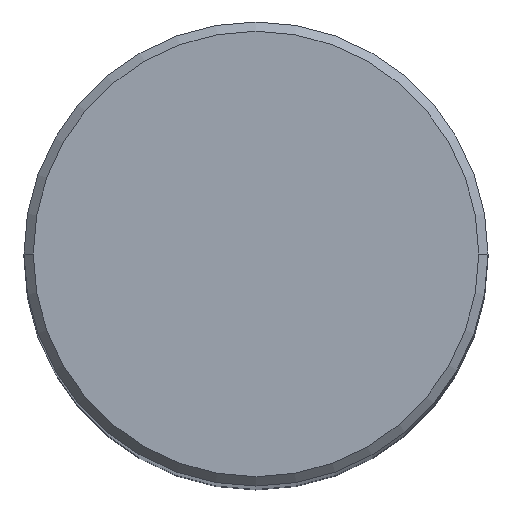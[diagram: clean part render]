
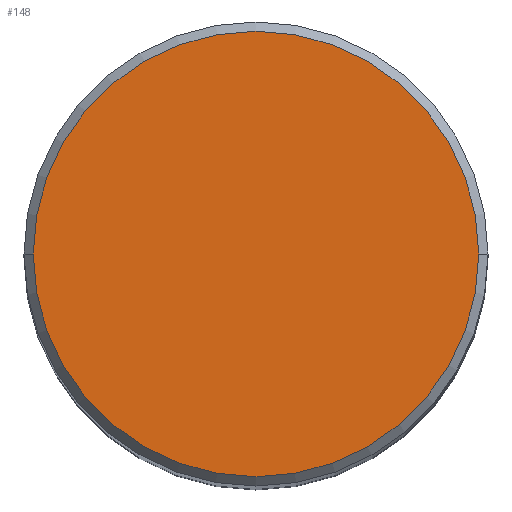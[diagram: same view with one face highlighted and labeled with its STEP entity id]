
A CAD part, top view. The second image highlights one B-rep face of the part: STEP entity #148.
In plain terms, the highlighted planar face has unit normal (0, 0, 1).
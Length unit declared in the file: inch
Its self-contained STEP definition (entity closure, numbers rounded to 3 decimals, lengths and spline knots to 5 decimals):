
#48 = DIRECTION ( 'NONE',  ( -1., 0., 0. ) ) ;
#64 = DIRECTION ( 'NONE',  ( 1., 0., 0. ) ) ;
#82 = EDGE_CURVE ( 'NONE', #134, #218, #295, .T. ) ;
#96 = ORIENTED_EDGE ( 'NONE', *, *, #114, .T. ) ;
#114 = EDGE_CURVE ( 'NONE', #218, #134, #222, .T. ) ;
#134 = VERTEX_POINT ( 'NONE', #387 ) ;
#148 = ADVANCED_FACE ( 'NONE', ( #358 ), #250, .F. ) ;
#163 = CARTESIAN_POINT ( 'NONE',  ( 0.48, 0., 0. ) ) ;
#218 = VERTEX_POINT ( 'NONE', #163 ) ;
#222 = CIRCLE ( 'NONE', #331, 0.48 ) ;
#239 = CARTESIAN_POINT ( 'NONE',  ( 0., 0., 0. ) ) ;
#240 = ORIENTED_EDGE ( 'NONE', *, *, #82, .T. ) ;
#244 = DIRECTION ( 'NONE',  ( 0., 0., -1. ) ) ;
#250 = PLANE ( 'NONE',  #339 ) ;
#289 = CARTESIAN_POINT ( 'NONE',  ( 0., 0.48, 0. ) ) ;
#295 = CIRCLE ( 'NONE', #427, 0.48 ) ;
#318 = DIRECTION ( 'NONE',  ( 1., 0., 0. ) ) ;
#331 = AXIS2_PLACEMENT_3D ( 'NONE', #239, #430, #318 ) ;
#339 = AXIS2_PLACEMENT_3D ( 'NONE', #289, #244, #48 ) ;
#358 = FACE_OUTER_BOUND ( 'NONE', #492, .T. ) ;
#362 = CARTESIAN_POINT ( 'NONE',  ( 0., 0., 0. ) ) ;
#383 = DIRECTION ( 'NONE',  ( 0., 0., 1. ) ) ;
#387 = CARTESIAN_POINT ( 'NONE',  ( -0.48, 0., 0. ) ) ;
#427 = AXIS2_PLACEMENT_3D ( 'NONE', #362, #383, #64 ) ;
#430 = DIRECTION ( 'NONE',  ( 0., 0., 1. ) ) ;
#492 = EDGE_LOOP ( 'NONE', ( #240, #96 ) ) ;
